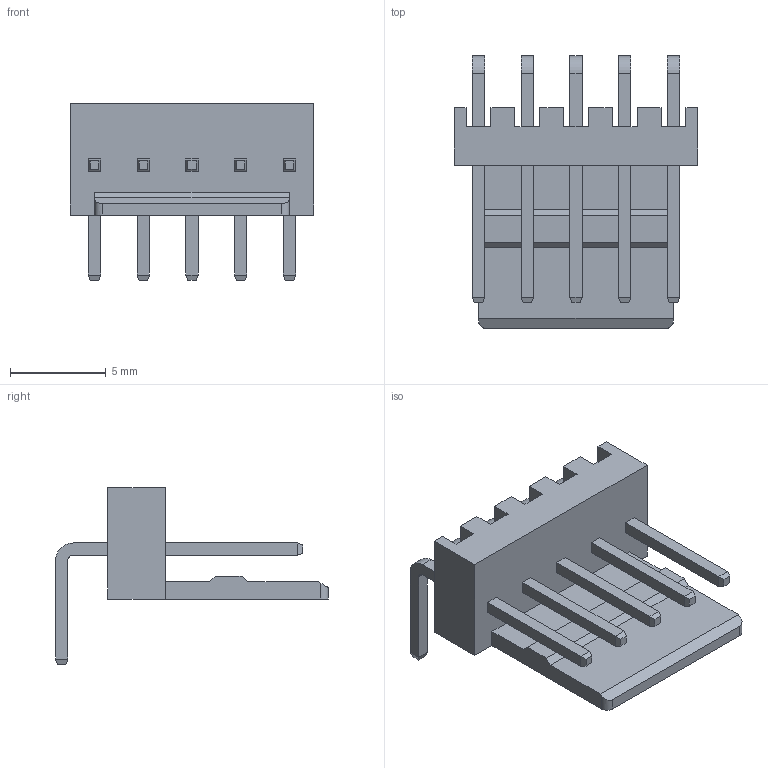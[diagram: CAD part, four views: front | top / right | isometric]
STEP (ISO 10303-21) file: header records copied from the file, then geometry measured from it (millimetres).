
FILE_DESCRIPTION(('STEP AP214'), '1');
FILE_NAME('WF-R', '', ('UNSPECIFIED'), ('UNSPECIFIED'), 'ASCON STEP Converter 1.6', 'ASCON Math Kernel', '');
FILE_SCHEMA(('AUTOMOTIVE_DESIGN { 1 0 10303 214 3 1 1}'));
Length unit declared in the file: millimetre
Bounding box: 12.7 x 14.22 x 9.2 mm (x, y, z)
Volume: 298.4 mm3; surface area: 749 mm2
Topology: 6 solids, 6 shells, 147 faces, 365 edges, 230 vertices
Faces by surface type: plane 135, cylinder 12
Entity records: 5507 total; most frequent: CARTESIAN_POINT 749, ORIENTED_EDGE 730, DIRECTION 681, EDGE_CURVE 365, LINE 341, VECTOR 341, VERTEX_POINT 230, AXIS2_PLACEMENT_3D 170
